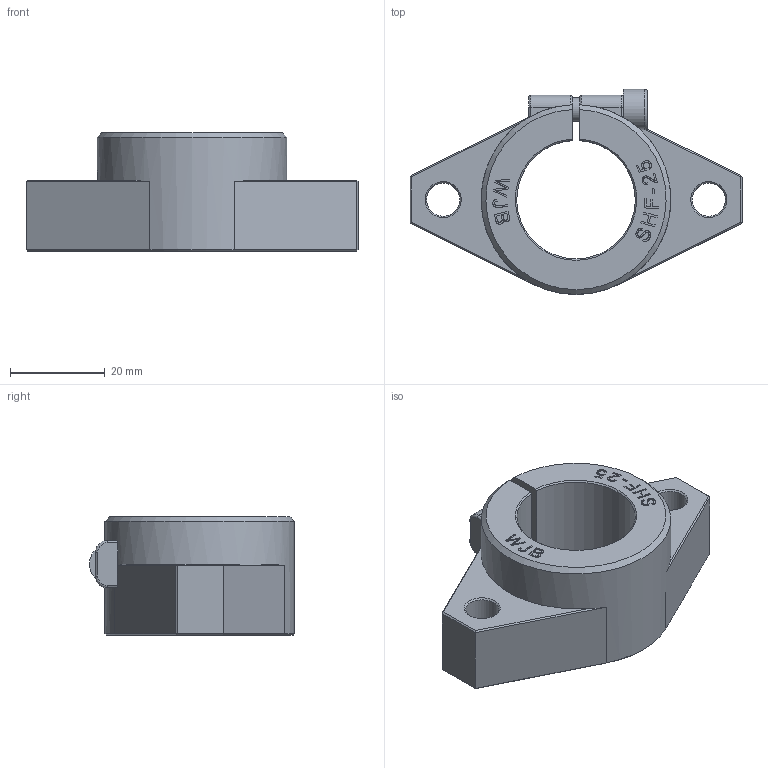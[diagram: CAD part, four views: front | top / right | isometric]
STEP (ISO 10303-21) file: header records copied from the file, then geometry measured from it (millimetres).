
FILE_DESCRIPTION(/* description */ (''),/* implementation_level */ '2;1');
FILE_NAME(/* name */ 'WJB-SHF-25.stp',/* time_stamp */ '2019-01-10T17:46:40+08:00',/* author */ (''),/* organization */ (''),/* preprocessor_version */ 'ST-DEVELOPER v11',/* originating_system */ 'SIEMENS UGS NX 6.0',/* authorisation */ '');
FILE_SCHEMA (('CONFIG_CONTROL_DESIGN'));
Length unit declared in the file: millimetre
Products named in the file (1): WJB-SHF-25
Bounding box: 70 x 43.25 x 25 mm (x, y, z)
Volume: 27800.2 mm3; surface area: 10069.1 mm2
Topology: 2 solids, 2 shells, 185 faces, 485 edges, 327 vertices
Faces by surface type: plane 113, extrusion 26, cylinder 23, cone 13, torus 10
Full cylindrical faces by diameter (mm): 4.134 x2, 5 x1, 7 x2, 8.5 x1
Entity records: 6712 total; most frequent: CARTESIAN_POINT 2419, ORIENTED_EDGE 890, DIRECTION 754, EDGE_CURVE 445, VERTEX_POINT 291, VECTOR 282, LINE 256, AXIS2_PLACEMENT_3D 236
